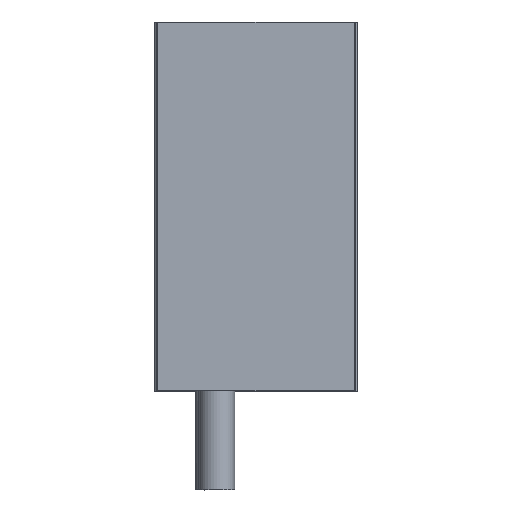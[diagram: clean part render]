
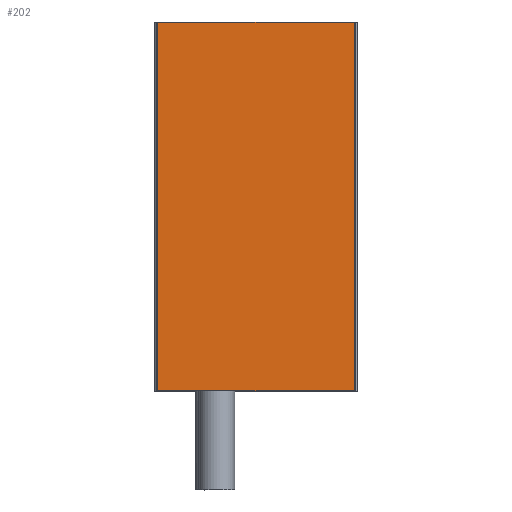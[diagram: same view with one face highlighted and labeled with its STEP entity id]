
A CAD part, top view. The second image highlights one B-rep face of the part: STEP entity #202.
In plain terms, the highlighted planar face has unit normal (0, 0, 1).
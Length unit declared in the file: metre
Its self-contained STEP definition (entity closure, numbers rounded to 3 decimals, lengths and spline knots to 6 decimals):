
#202 = ADVANCED_FACE( '', ( #541 ), #542, .T. );
#541 = FACE_OUTER_BOUND( '', #881, .T. );
#542 = PLANE( '', #882 );
#881 = EDGE_LOOP( '', ( #2175, #2176, #2177, #2178 ) );
#882 = AXIS2_PLACEMENT_3D( '', #2179, #2180, #2181 );
#2175 = ORIENTED_EDGE( '', *, *, #2223, .F. );
#2176 = ORIENTED_EDGE( '', *, *, #2603, .F. );
#2177 = ORIENTED_EDGE( '', *, *, #2314, .T. );
#2178 = ORIENTED_EDGE( '', *, *, #2461, .T. );
#2179 = CARTESIAN_POINT( '', ( 0.0272, 0.0929, 0.03134 ) );
#2180 = DIRECTION( '', ( 0., 0., 1. ) );
#2181 = DIRECTION( '', ( 1., 0., 0. ) );
#2223 = EDGE_CURVE( '', #2668, #2670, #2671, .T. );
#2314 = EDGE_CURVE( '', #2848, #2846, #2849, .T. );
#2461 = EDGE_CURVE( '', #2846, #2670, #3110, .T. );
#2603 = EDGE_CURVE( '', #2848, #2668, #3301, .T. );
#2668 = VERTEX_POINT( '', #3392 );
#2670 = VERTEX_POINT( '', #3395 );
#2671 = LINE( '', #3396, #3397 );
#2846 = VERTEX_POINT( '', #3634 );
#2848 = VERTEX_POINT( '', #3637 );
#2849 = LINE( '', #3638, #3639 );
#3110 = LINE( '', #4034, #4035 );
#3301 = LINE( '', #4338, #4339 );
#3392 = CARTESIAN_POINT( '', ( 0.0272, 0.0001, 0.03134 ) );
#3395 = CARTESIAN_POINT( '', ( -0.0222, 0.0001, 0.03134 ) );
#3396 = CARTESIAN_POINT( '', ( 0.0272, 0.0001, 0.03134 ) );
#3397 = VECTOR( '', #4388, 1. );
#3634 = CARTESIAN_POINT( '', ( -0.0222, 0.0929, 0.03134 ) );
#3637 = CARTESIAN_POINT( '', ( 0.0272, 0.0929, 0.03134 ) );
#3638 = CARTESIAN_POINT( '', ( 0.0272, 0.0929, 0.03134 ) );
#3639 = VECTOR( '', #4533, 1. );
#4034 = CARTESIAN_POINT( '', ( -0.0222, 0.0929, 0.03134 ) );
#4035 = VECTOR( '', #4704, 1. );
#4338 = CARTESIAN_POINT( '', ( 0.0272, 0.0929, 0.03134 ) );
#4339 = VECTOR( '', #4904, 1. );
#4388 = DIRECTION( '', ( -1., 0., 0. ) );
#4533 = DIRECTION( '', ( -1., 0., 0. ) );
#4704 = DIRECTION( '', ( 0., -1., 0. ) );
#4904 = DIRECTION( '', ( 0., -1., 0. ) );
